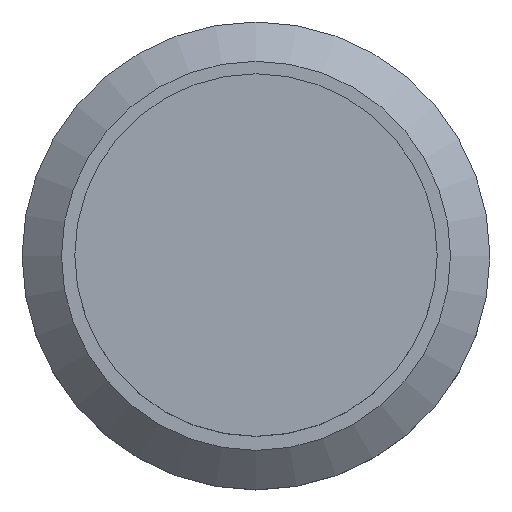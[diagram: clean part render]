
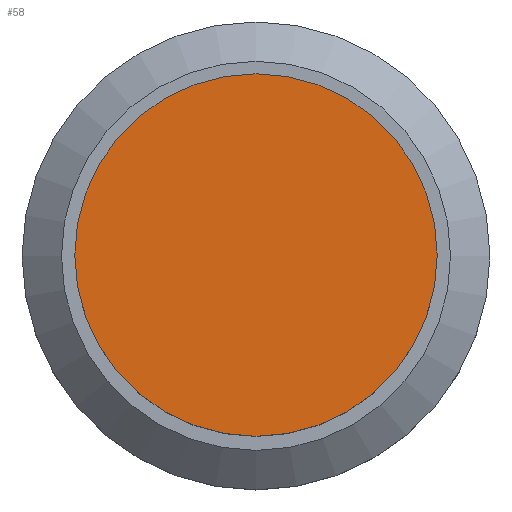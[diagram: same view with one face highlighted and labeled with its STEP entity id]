
A CAD part, top view. The second image highlights one B-rep face of the part: STEP entity #58.
In plain terms, the highlighted planar face has unit normal (0, 0, 1).
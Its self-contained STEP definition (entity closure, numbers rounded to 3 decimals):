
#58=ADVANCED_FACE('',(#166),#168,.T.);
#166=FACE_BOUND('',#167,.T.);
#167=EDGE_LOOP('',(#270));
#168=PLANE('',#169);
#169=AXIS2_PLACEMENT_3D('',#170,#171,#172);
#170=CARTESIAN_POINT('',(0.,0.,5.94));
#171=DIRECTION('',(0.,0.,1.));
#172=DIRECTION('',(1.,0.,0.));
#270=ORIENTED_EDGE('',*,*,#292,.T.);
#292=EDGE_CURVE('',#303,#303,#304,.T.);
#303=VERTEX_POINT('',#325);
#304=CIRCLE('',#326,1.84);
#325=CARTESIAN_POINT('',(1.84,0.,5.94));
#326=AXIS2_PLACEMENT_3D('',#327,#328,#329);
#327=CARTESIAN_POINT('',(0.,0.,5.94));
#328=DIRECTION('',(0.,0.,1.));
#329=DIRECTION('',(1.,0.,0.));
